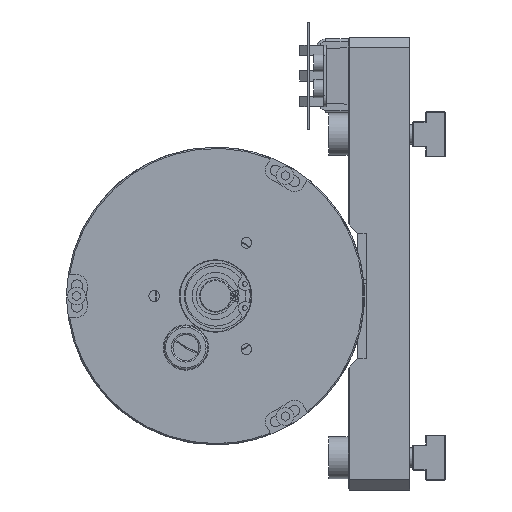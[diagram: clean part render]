
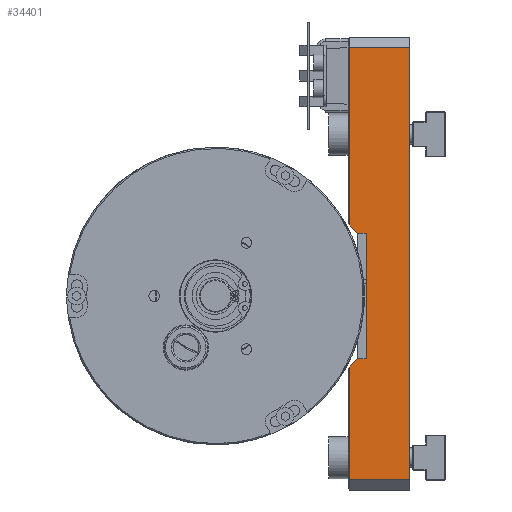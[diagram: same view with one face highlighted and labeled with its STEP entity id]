
A CAD part, left-side view. The second image highlights one B-rep face of the part: STEP entity #34401.
In plain terms, the highlighted planar face has unit normal (-1, 0, 0).
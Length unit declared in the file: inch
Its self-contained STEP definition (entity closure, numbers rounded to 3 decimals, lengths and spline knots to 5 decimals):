
#1730 = CARTESIAN_POINT ( 'NONE',  ( 0., -1.8322, -0.7622 ) ) ;
#3495 = ORIENTED_EDGE ( 'NONE', *, *, #22899, .T. ) ;
#4340 = VERTEX_POINT ( 'NONE', #12023 ) ;
#4953 = ORIENTED_EDGE ( 'NONE', *, *, #27429, .T. ) ;
#4974 = CARTESIAN_POINT ( 'NONE',  ( 0., -1.6122, -2.2372 ) ) ;
#5318 = AXIS2_PLACEMENT_3D ( 'NONE', #16604, #36400, #19475 ) ;
#5569 = ORIENTED_EDGE ( 'NONE', *, *, #31183, .T. ) ;
#5651 = VECTOR ( 'NONE', #10335, 39.37008 ) ;
#5911 = ORIENTED_EDGE ( 'NONE', *, *, #23456, .F. ) ;
#6521 = LINE ( 'NONE', #30185, #5651 ) ;
#7273 = LINE ( 'NONE', #33943, #36501 ) ;
#7427 = EDGE_CURVE ( 'NONE', #4340, #32830, #14703, .T. ) ;
#7814 = DIRECTION ( 'NONE',  ( 0., -1., 0. ) ) ;
#7826 = VERTEX_POINT ( 'NONE', #32607 ) ;
#9401 = CARTESIAN_POINT ( 'NONE',  ( 0., -1.6122, 0.88 ) ) ;
#9505 = CARTESIAN_POINT ( 'NONE',  ( 0., -1.6122, 3.02461 ) ) ;
#9675 = LINE ( 'NONE', #9401, #31441 ) ;
#9907 = CARTESIAN_POINT ( 'NONE',  ( 0., -3.91585, -0.7622 ) ) ;
#10273 = DIRECTION ( 'NONE',  ( 0., 1., 0. ) ) ;
#10314 = EDGE_CURVE ( 'NONE', #25127, #24629, #6521, .T. ) ;
#10335 = DIRECTION ( 'NONE',  ( 0., 0., 1. ) ) ;
#11278 = CARTESIAN_POINT ( 'NONE',  ( 0., -3.91585, 0.7622 ) ) ;
#12023 = CARTESIAN_POINT ( 'NONE',  ( 0., -1.8322, -0.7622 ) ) ;
#13263 = ORIENTED_EDGE ( 'NONE', *, *, #7427, .F. ) ;
#13374 = VECTOR ( 'NONE', #32214, 39.37008 ) ;
#13570 = DIRECTION ( 'NONE',  ( 0., 0., 1. ) ) ;
#13806 = VECTOR ( 'NONE', #13570, 39.37008 ) ;
#14084 = VERTEX_POINT ( 'NONE', #34952 ) ;
#14548 = EDGE_CURVE ( 'NONE', #4340, #7826, #35004, .T. ) ;
#14682 = CARTESIAN_POINT ( 'NONE',  ( 0., -1.6122, -0.88 ) ) ;
#14703 = LINE ( 'NONE', #1730, #13806 ) ;
#15393 = ORIENTED_EDGE ( 'NONE', *, *, #14548, .T. ) ;
#16604 = CARTESIAN_POINT ( 'NONE',  ( 0., -1.6122, 3.14961 ) ) ;
#17547 = DIRECTION ( 'NONE',  ( 0., -0.707, 0.707 ) ) ;
#17792 = CARTESIAN_POINT ( 'NONE',  ( 0., -1.6272, -0.865 ) ) ;
#18552 = ORIENTED_EDGE ( 'NONE', *, *, #30257, .T. ) ;
#18553 = CARTESIAN_POINT ( 'NONE',  ( 0., -2.3622, -2.2372 ) ) ;
#18617 = VECTOR ( 'NONE', #7814, 39.37008 ) ;
#18662 = EDGE_CURVE ( 'NONE', #18913, #14084, #9675, .T. ) ;
#18913 = VERTEX_POINT ( 'NONE', #35563 ) ;
#19092 = LINE ( 'NONE', #14682, #25765 ) ;
#19475 = DIRECTION ( 'NONE',  ( 0., 0., -1. ) ) ;
#19957 = VECTOR ( 'NONE', #10273, 39.37008 ) ;
#21600 = ORIENTED_EDGE ( 'NONE', *, *, #18662, .F. ) ;
#21990 = CARTESIAN_POINT ( 'NONE',  ( 0., -2.3622, 3.02461 ) ) ;
#22192 = PLANE ( 'NONE',  #5318 ) ;
#22899 = EDGE_CURVE ( 'NONE', #29281, #30727, #35255, .T. ) ;
#23203 = DIRECTION ( 'NONE',  ( 0., 0.707, 0.707 ) ) ;
#23456 = EDGE_CURVE ( 'NONE', #32830, #18913, #30757, .T. ) ;
#24501 = ORIENTED_EDGE ( 'NONE', *, *, #30814, .F. ) ;
#24629 = VERTEX_POINT ( 'NONE', #21990 ) ;
#25127 = VERTEX_POINT ( 'NONE', #18553 ) ;
#25765 = VECTOR ( 'NONE', #17547, 39.37008 ) ;
#27429 = EDGE_CURVE ( 'NONE', #36646, #14084, #7273, .T. ) ;
#27727 = VECTOR ( 'NONE', #28523, 39.37008 ) ;
#28315 = CARTESIAN_POINT ( 'NONE',  ( 0., -1.6272, -2.2372 ) ) ;
#28412 = EDGE_LOOP ( 'NONE', ( #24501, #3495, #5569, #28485, #18552, #4953, #21600, #5911, #13263, #15393 ) ) ;
#28485 = ORIENTED_EDGE ( 'NONE', *, *, #10314, .T. ) ;
#28523 = DIRECTION ( 'NONE',  ( 0., 0., -1. ) ) ;
#29281 = VERTEX_POINT ( 'NONE', #17792 ) ;
#29391 = LINE ( 'NONE', #9505, #13374 ) ;
#29769 = DIRECTION ( 'NONE',  ( 0., 1., 0. ) ) ;
#29862 = VECTOR ( 'NONE', #29769, 39.37008 ) ;
#30185 = CARTESIAN_POINT ( 'NONE',  ( 0., -2.3622, 3.14961 ) ) ;
#30257 = EDGE_CURVE ( 'NONE', #24629, #36646, #29391, .T. ) ;
#30727 = VERTEX_POINT ( 'NONE', #28315 ) ;
#30757 = LINE ( 'NONE', #11278, #29862 ) ;
#30814 = EDGE_CURVE ( 'NONE', #29281, #7826, #19092, .T. ) ;
#31183 = EDGE_CURVE ( 'NONE', #30727, #25127, #33658, .T. ) ;
#31263 = DIRECTION ( 'NONE',  ( 0., 0., -1. ) ) ;
#31441 = VECTOR ( 'NONE', #23203, 39.37008 ) ;
#31701 = FACE_OUTER_BOUND ( 'NONE', #28412, .T. ) ;
#32214 = DIRECTION ( 'NONE',  ( 0., 1., 0. ) ) ;
#32607 = CARTESIAN_POINT ( 'NONE',  ( 0., -1.73, -0.7622 ) ) ;
#32830 = VERTEX_POINT ( 'NONE', #36632 ) ;
#33362 = CARTESIAN_POINT ( 'NONE',  ( 0., -1.6272, 3.14961 ) ) ;
#33534 = CARTESIAN_POINT ( 'NONE',  ( 0., -1.6272, 3.02461 ) ) ;
#33658 = LINE ( 'NONE', #4974, #18617 ) ;
#33943 = CARTESIAN_POINT ( 'NONE',  ( 0., -1.6272, 3.14961 ) ) ;
#34401 = ADVANCED_FACE ( 'NONE', ( #31701 ), #22192, .F. ) ;
#34952 = CARTESIAN_POINT ( 'NONE',  ( 0., -1.6272, 0.865 ) ) ;
#35004 = LINE ( 'NONE', #9907, #19957 ) ;
#35255 = LINE ( 'NONE', #33362, #27727 ) ;
#35563 = CARTESIAN_POINT ( 'NONE',  ( 0., -1.73, 0.7622 ) ) ;
#36400 = DIRECTION ( 'NONE',  ( 1., 0., 0. ) ) ;
#36501 = VECTOR ( 'NONE', #31263, 39.37008 ) ;
#36632 = CARTESIAN_POINT ( 'NONE',  ( 0., -1.8322, 0.7622 ) ) ;
#36646 = VERTEX_POINT ( 'NONE', #33534 ) ;
